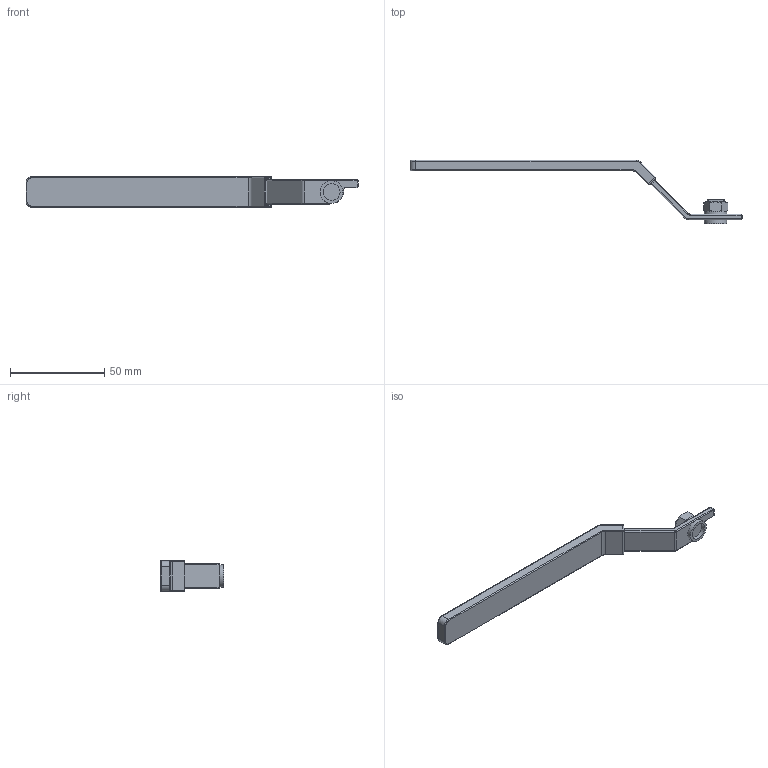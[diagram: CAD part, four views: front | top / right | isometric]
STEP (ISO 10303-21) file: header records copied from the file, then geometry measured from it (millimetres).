
FILE_DESCRIPTION(/* description */ (''),/* implementation_level */ '2;1');
FILE_NAME(/* name */ 'H2B-LEVER_HANDLE_ipt_5470f5e2.STEP',/* time_stamp */ '2018-02-13T23:11:17-05:00',/* author */ ('trk49'),/* organization */ (''),/* preprocessor_version */ 'ST-DEVELOPER v16.13',/* originating_system */ 'Autodesk Inventor 2018',/* authorisation */ '');
FILE_SCHEMA (('AUTOMOTIVE_DESIGN { 1 0 10303 214 3 1 1 }'));
Length unit declared in the file: millimetre
Products named in the file (1): H2B-LEVER_HANDLE
Bounding box: 176 x 33.55 x 16 mm (x, y, z)
Volume: 14131.9 mm3; surface area: 7903.2 mm2
Topology: 1 solids, 1 shells, 118 faces, 262 edges, 150 vertices
Faces by surface type: cylinder 47, plane 37, torus 16, cone 12, sphere 6
Full cylindrical faces by diameter (mm): 9 x1, 12 x2
Entity records: 3210 total; most frequent: DIRECTION 595, CARTESIAN_POINT 584, ORIENTED_EDGE 514, EDGE_CURVE 257, AXIS2_PLACEMENT_3D 245, VERTEX_POINT 148, EDGE_LOOP 125, CIRCLE 122
